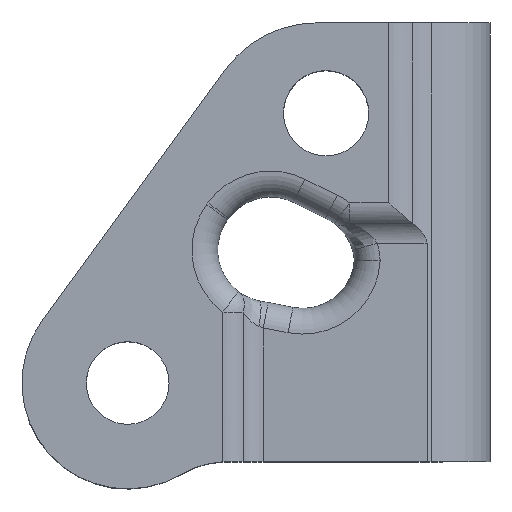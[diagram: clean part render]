
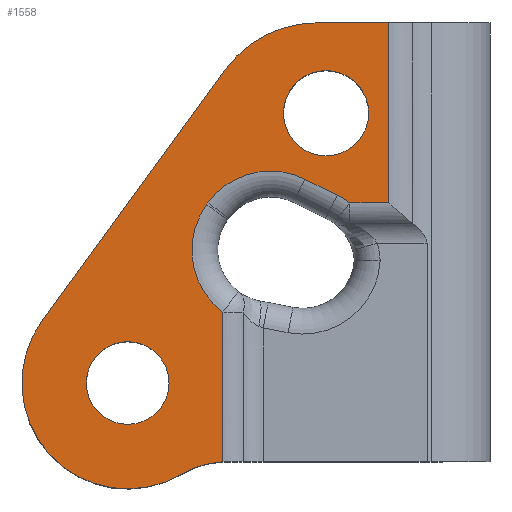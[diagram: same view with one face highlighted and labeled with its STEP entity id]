
A CAD part, top view. The second image highlights one B-rep face of the part: STEP entity #1558.
In plain terms, the highlighted planar face has unit normal (0, 0, 1).
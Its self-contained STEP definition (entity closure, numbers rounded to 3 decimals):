
#411=CARTESIAN_POINT('',(-7.1,13.5,3.5));
#412=DIRECTION('',(0.,0.,1.));
#413=DIRECTION('',(1.,0.,0.));
#414=AXIS2_PLACEMENT_3D('',#411,#412,#413);
#416=CARTESIAN_POINT('',(-7.1,13.5,3.5));
#417=DIRECTION('',(0.,0.,1.));
#418=DIRECTION('',(-1.,0.,0.));
#419=AXIS2_PLACEMENT_3D('',#416,#417,#418);
#421=CARTESIAN_POINT('',(-14.783,3.048,3.5));
#422=DIRECTION('',(0.,0.,1.));
#423=DIRECTION('',(1.,0.,0.));
#424=AXIS2_PLACEMENT_3D('',#421,#422,#423);
#426=CARTESIAN_POINT('',(-14.783,3.048,3.5));
#427=DIRECTION('',(0.,0.,1.));
#428=DIRECTION('',(-1.,0.,0.));
#429=AXIS2_PLACEMENT_3D('',#426,#427,#428);
#431=DIRECTION('',(0.,1.,0.));
#432=VECTOR('',#431,6.973);
#433=CARTESIAN_POINT('',(-4.678,10.027,3.5));
#434=LINE('',#433,#432);
#435=DIRECTION('',(1.,0.,0.));
#436=VECTOR('',#435,1.503);
#437=CARTESIAN_POINT('',(-6.181,10.027,3.5));
#438=LINE('',#437,#436);
#439=CARTESIAN_POINT('',(-8.,7.642,3.5));
#440=DIRECTION('',(0.,0.,1.));
#441=DIRECTION('',(0.606,0.795,0.));
#442=AXIS2_PLACEMENT_3D('',#439,#440,#441);
#444=DIRECTION('',(-0.896,0.443,0.));
#445=VECTOR('',#444,1.394);
#446=CARTESIAN_POINT('',(-6.67,10.331,3.5));
#447=LINE('',#446,#445);
#448=CARTESIAN_POINT('',(-9.25,8.26,3.5));
#449=DIRECTION('',(0.,0.,1.));
#450=DIRECTION('',(0.443,0.896,0.));
#451=AXIS2_PLACEMENT_3D('',#448,#449,#450);
#453=DIRECTION('',(-0.589,-0.808,0.));
#454=VECTOR('',#453,0.079);
#455=CARTESIAN_POINT('',(-11.674,10.027,3.5));
#456=LINE('',#455,#454);
#457=CARTESIAN_POINT('',(-9.296,8.196,3.5));
#458=DIRECTION('',(0.,0.,1.));
#459=DIRECTION('',(-0.808,0.589,0.));
#460=AXIS2_PLACEMENT_3D('',#457,#458,#459);
#462=DIRECTION('',(0.,1.,0.));
#463=VECTOR('',#462,5.798);
#464=CARTESIAN_POINT('',(-11.093,-0.004,3.5));
#465=LINE('',#464,#463);
#466=DIRECTION('',(0.589,0.808,0.));
#467=VECTOR('',#466,12.04);
#468=CARTESIAN_POINT('',(-18.096,5.463,3.5));
#469=LINE('',#468,#467);
#470=CARTESIAN_POINT('',(-7.447,12.6,3.5));
#471=DIRECTION('',(0.,0.,1.));
#472=DIRECTION('',(0.,1.,0.));
#473=AXIS2_PLACEMENT_3D('',#470,#471,#472);
#475=DIRECTION('',(-1.,0.,0.));
#476=VECTOR('',#475,2.769);
#477=CARTESIAN_POINT('',(-4.678,17.,3.5));
#478=LINE('',#477,#476);
#774=CARTESIAN_POINT('',(-4.678,10.027,3.5));
#916=CARTESIAN_POINT('',(-10.925,-3.5,3.5));
#917=DIRECTION('',(0.,0.,-1.));
#918=DIRECTION('',(-0.508,0.862,0.));
#919=AXIS2_PLACEMENT_3D('',#916,#917,#918);
#925=CARTESIAN_POINT('',(-11.093,-0.004,3.5));
#1204=CARTESIAN_POINT('',(-14.783,3.048,3.5));
#1205=DIRECTION('',(0.,0.,1.));
#1206=DIRECTION('',(-0.808,0.589,0.));
#1207=AXIS2_PLACEMENT_3D('',#1204,#1205,#1206);
#1229=CARTESIAN_POINT('',(-5.45,13.5,3.5));
#1230=CARTESIAN_POINT('',(-8.75,13.5,3.5));
#1231=VERTEX_POINT('',#1229);
#1232=VERTEX_POINT('',#1230);
#1233=CARTESIAN_POINT('',(-13.183,3.048,3.5));
#1234=CARTESIAN_POINT('',(-16.383,3.048,3.5));
#1235=VERTEX_POINT('',#1233);
#1236=VERTEX_POINT('',#1234);
#1238=CARTESIAN_POINT('',(-18.096,5.463,3.5));
#1240=VERTEX_POINT('',#1238);
#1242=CARTESIAN_POINT('',(-12.701,-0.484,3.5));
#1244=VERTEX_POINT('',#1242);
#1253=VERTEX_POINT('',#925);
#1272=CARTESIAN_POINT('',(-6.181,10.027,3.5));
#1273=VERTEX_POINT('',#1272);
#1276=CARTESIAN_POINT('',(-6.67,10.331,3.5));
#1277=VERTEX_POINT('',#1276);
#1280=CARTESIAN_POINT('',(-7.92,10.949,3.5));
#1281=VERTEX_POINT('',#1280);
#1284=CARTESIAN_POINT('',(-11.674,10.027,3.5));
#1285=VERTEX_POINT('',#1284);
#1288=CARTESIAN_POINT('',(-11.721,9.964,3.5));
#1289=VERTEX_POINT('',#1288);
#1292=CARTESIAN_POINT('',(-11.093,5.794,3.5));
#1293=VERTEX_POINT('',#1292);
#1344=CARTESIAN_POINT('',(-7.447,17.,3.5));
#1345=CARTESIAN_POINT('',(-11.002,15.192,3.5));
#1346=VERTEX_POINT('',#1344);
#1347=VERTEX_POINT('',#1345);
#1353=VERTEX_POINT('',#774);
#1354=CARTESIAN_POINT('',(-4.678,17.,3.5));
#1355=VERTEX_POINT('',#1354);
#1515=CARTESIAN_POINT('',(0.,0.,3.5));
#1516=DIRECTION('',(0.,0.,1.));
#1517=DIRECTION('',(1.,0.,0.));
#1518=AXIS2_PLACEMENT_3D('',#1515,#1516,#1517);
#1519=PLANE('',#1518);
#1521=ORIENTED_EDGE('',*,*,#1520,.F.);
#1523=ORIENTED_EDGE('',*,*,#1522,.F.);
#1525=ORIENTED_EDGE('',*,*,#1524,.T.);
#1527=ORIENTED_EDGE('',*,*,#1526,.T.);
#1529=ORIENTED_EDGE('',*,*,#1528,.T.);
#1531=ORIENTED_EDGE('',*,*,#1530,.T.);
#1533=ORIENTED_EDGE('',*,*,#1532,.T.);
#1535=ORIENTED_EDGE('',*,*,#1534,.F.);
#1537=ORIENTED_EDGE('',*,*,#1536,.F.);
#1539=ORIENTED_EDGE('',*,*,#1538,.F.);
#1541=ORIENTED_EDGE('',*,*,#1540,.T.);
#1543=ORIENTED_EDGE('',*,*,#1542,.F.);
#1545=ORIENTED_EDGE('',*,*,#1544,.F.);
#1546=EDGE_LOOP('',(#1521,#1523,#1525,#1527,#1529,#1531,#1533,#1535,#1537,#1539,
#1541,#1543,#1545));
#1547=FACE_OUTER_BOUND('',#1546,.F.);
#1549=ORIENTED_EDGE('',*,*,#1548,.T.);
#1551=ORIENTED_EDGE('',*,*,#1550,.T.);
#1552=EDGE_LOOP('',(#1549,#1551));
#1553=FACE_BOUND('',#1552,.F.);
#1554=ORIENTED_EDGE('',*,*,#1481,.T.);
#1555=ORIENTED_EDGE('',*,*,#1502,.T.);
#1556=EDGE_LOOP('',(#1554,#1555));
#1557=FACE_BOUND('',#1556,.F.);
#1558=ADVANCED_FACE('',(#1547,#1553,#1557),#1519,.T.);
#415=CIRCLE('',#414,1.65);
#420=CIRCLE('',#419,1.65);
#425=CIRCLE('',#424,1.6);
#430=CIRCLE('',#429,1.6);
#443=CIRCLE('',#442,3.);
#452=CIRCLE('',#451,3.);
#461=CIRCLE('',#460,3.);
#474=CIRCLE('',#473,4.4);
#920=CIRCLE('',#919,3.5);
#1208=CIRCLE('',#1207,4.1);
#1481=EDGE_CURVE('',#1231,#1232,#415,.T.);
#1502=EDGE_CURVE('',#1232,#1231,#420,.T.);
#1520=EDGE_CURVE('',#1353,#1355,#434,.T.);
#1522=EDGE_CURVE('',#1273,#1353,#438,.T.);
#1524=EDGE_CURVE('',#1273,#1277,#443,.T.);
#1526=EDGE_CURVE('',#1277,#1281,#447,.T.);
#1528=EDGE_CURVE('',#1281,#1285,#452,.T.);
#1530=EDGE_CURVE('',#1285,#1289,#456,.T.);
#1532=EDGE_CURVE('',#1289,#1293,#461,.T.);
#1534=EDGE_CURVE('',#1253,#1293,#465,.T.);
#1536=EDGE_CURVE('',#1244,#1253,#920,.T.);
#1538=EDGE_CURVE('',#1240,#1244,#1208,.T.);
#1540=EDGE_CURVE('',#1240,#1347,#469,.T.);
#1542=EDGE_CURVE('',#1346,#1347,#474,.T.);
#1544=EDGE_CURVE('',#1355,#1346,#478,.T.);
#1548=EDGE_CURVE('',#1235,#1236,#425,.T.);
#1550=EDGE_CURVE('',#1236,#1235,#430,.T.);
